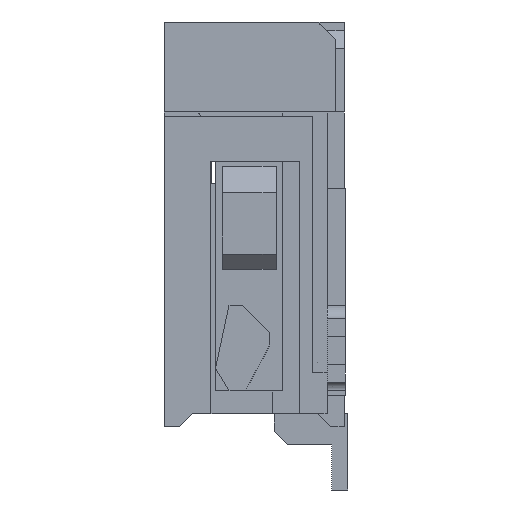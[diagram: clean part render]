
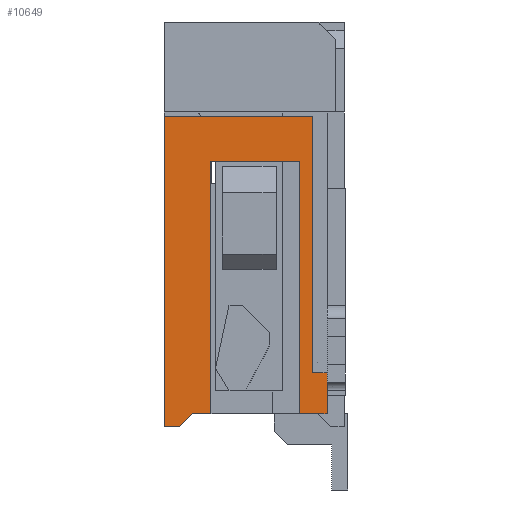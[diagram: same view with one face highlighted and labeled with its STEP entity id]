
A CAD part, left-side view. The second image highlights one B-rep face of the part: STEP entity #10649.
In plain terms, the highlighted planar face has unit normal (-1, 0, 0).
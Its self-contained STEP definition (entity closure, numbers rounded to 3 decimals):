
#13=DIRECTION('',(0.,-1.,0.));
#14=VECTOR('',#13,0.17);
#15=CARTESIAN_POINT('',(-7.8,2.,0.));
#16=LINE('',#15,#14);
#385=DIRECTION('',(0.,1.,0.));
#386=VECTOR('',#385,0.16);
#387=CARTESIAN_POINT('',(-7.8,0.19,0.6));
#388=LINE('',#387,#386);
#389=DIRECTION('',(0.,0.,1.));
#390=VECTOR('',#389,0.1);
#391=CARTESIAN_POINT('',(-7.8,0.19,0.5));
#392=LINE('',#391,#390);
#393=DIRECTION('',(0.,0.,-1.));
#394=VECTOR('',#393,0.35);
#395=CARTESIAN_POINT('',(-7.8,0.19,0.5));
#396=LINE('',#395,#394);
#397=DIRECTION('',(0.,0.,-1.));
#398=VECTOR('',#397,2.8);
#399=CARTESIAN_POINT('',(-7.8,0.5,2.95));
#400=LINE('',#399,#398);
#401=DIRECTION('',(0.,0.,1.));
#402=VECTOR('',#401,2.8);
#403=CARTESIAN_POINT('',(-7.8,1.48,0.15));
#404=LINE('',#403,#402);
#405=DIRECTION('',(0.,1.,0.));
#406=VECTOR('',#405,0.2);
#407=CARTESIAN_POINT('',(-7.8,1.48,0.15));
#408=LINE('',#407,#406);
#409=DIRECTION('',(0.,-0.707,0.707));
#410=VECTOR('',#409,0.212);
#411=CARTESIAN_POINT('',(-7.8,1.83,0.));
#412=LINE('',#411,#410);
#413=DIRECTION('',(0.,0.,1.));
#414=VECTOR('',#413,3.45);
#415=CARTESIAN_POINT('',(-7.8,2.,0.));
#416=LINE('',#415,#414);
#417=DIRECTION('',(0.,-1.,0.));
#418=VECTOR('',#417,1.65);
#419=CARTESIAN_POINT('',(-7.8,2.,3.45));
#420=LINE('',#419,#418);
#421=DIRECTION('',(0.,0.,-1.));
#422=VECTOR('',#421,2.85);
#423=CARTESIAN_POINT('',(-7.8,0.35,3.45));
#424=LINE('',#423,#422);
#3142=DIRECTION('',(0.,-1.,0.));
#3143=VECTOR('',#3142,0.31);
#3144=CARTESIAN_POINT('',(-7.8,0.5,0.15));
#3145=LINE('',#3144,#3143);
#7435=DIRECTION('',(0.,-1.,0.));
#7436=VECTOR('',#7435,0.98);
#7437=CARTESIAN_POINT('',(-7.8,1.48,2.95));
#7438=LINE('',#7437,#7436);
#7720=CARTESIAN_POINT('',(-7.8,2.,0.));
#7722=VERTEX_POINT('',#7720);
#7821=CARTESIAN_POINT('',(-7.8,1.83,0.));
#7823=VERTEX_POINT('',#7821);
#7827=CARTESIAN_POINT('',(-7.8,1.68,0.15));
#7828=VERTEX_POINT('',#7827);
#7831=CARTESIAN_POINT('',(-7.8,1.48,0.15));
#7832=VERTEX_POINT('',#7831);
#9622=CARTESIAN_POINT('',(-7.8,2.,3.45));
#9624=VERTEX_POINT('',#9622);
#9625=CARTESIAN_POINT('',(-7.8,0.35,3.45));
#9626=VERTEX_POINT('',#9625);
#9717=CARTESIAN_POINT('',(-7.8,0.35,0.6));
#9718=VERTEX_POINT('',#9717);
#9737=CARTESIAN_POINT('',(-7.8,1.48,2.95));
#9738=VERTEX_POINT('',#9737);
#9751=CARTESIAN_POINT('',(-7.8,0.5,2.95));
#9752=CARTESIAN_POINT('',(-7.8,0.5,0.15));
#9753=VERTEX_POINT('',#9751);
#9754=VERTEX_POINT('',#9752);
#9780=CARTESIAN_POINT('',(-7.8,0.19,0.15));
#9782=VERTEX_POINT('',#9780);
#10099=CARTESIAN_POINT('',(-7.8,0.19,0.6));
#10100=VERTEX_POINT('',#10099);
#10105=CARTESIAN_POINT('',(-7.8,0.19,0.5));
#10106=VERTEX_POINT('',#10105);
#10618=CARTESIAN_POINT('',(-7.8,2.,0.));
#10619=DIRECTION('',(-1.,0.,0.));
#10620=DIRECTION('',(0.,-1.,0.));
#10621=AXIS2_PLACEMENT_3D('',#10618,#10619,#10620);
#10622=PLANE('',#10621);
#10624=ORIENTED_EDGE('',*,*,#10623,.F.);
#10626=ORIENTED_EDGE('',*,*,#10625,.F.);
#10628=ORIENTED_EDGE('',*,*,#10627,.T.);
#10630=ORIENTED_EDGE('',*,*,#10629,.F.);
#10632=ORIENTED_EDGE('',*,*,#10631,.F.);
#10634=ORIENTED_EDGE('',*,*,#10633,.F.);
#10636=ORIENTED_EDGE('',*,*,#10635,.F.);
#10638=ORIENTED_EDGE('',*,*,#10637,.T.);
#10639=ORIENTED_EDGE('',*,*,#10609,.F.);
#10640=ORIENTED_EDGE('',*,*,#10230,.F.);
#10642=ORIENTED_EDGE('',*,*,#10641,.T.);
#10644=ORIENTED_EDGE('',*,*,#10643,.T.);
#10646=ORIENTED_EDGE('',*,*,#10645,.T.);
#10647=EDGE_LOOP('',(#10624,#10626,#10628,#10630,#10632,#10634,#10636,#10638,
#10639,#10640,#10642,#10644,#10646));
#10648=FACE_OUTER_BOUND('',#10647,.F.);
#10649=ADVANCED_FACE('',(#10648),#10622,.T.);
#10230=EDGE_CURVE('',#7722,#7823,#16,.T.);
#10609=EDGE_CURVE('',#7823,#7828,#412,.T.);
#10623=EDGE_CURVE('',#10100,#9718,#388,.T.);
#10625=EDGE_CURVE('',#10106,#10100,#392,.T.);
#10627=EDGE_CURVE('',#10106,#9782,#396,.T.);
#10629=EDGE_CURVE('',#9754,#9782,#3145,.T.);
#10631=EDGE_CURVE('',#9753,#9754,#400,.T.);
#10633=EDGE_CURVE('',#9738,#9753,#7438,.T.);
#10635=EDGE_CURVE('',#7832,#9738,#404,.T.);
#10637=EDGE_CURVE('',#7832,#7828,#408,.T.);
#10641=EDGE_CURVE('',#7722,#9624,#416,.T.);
#10643=EDGE_CURVE('',#9624,#9626,#420,.T.);
#10645=EDGE_CURVE('',#9626,#9718,#424,.T.);
